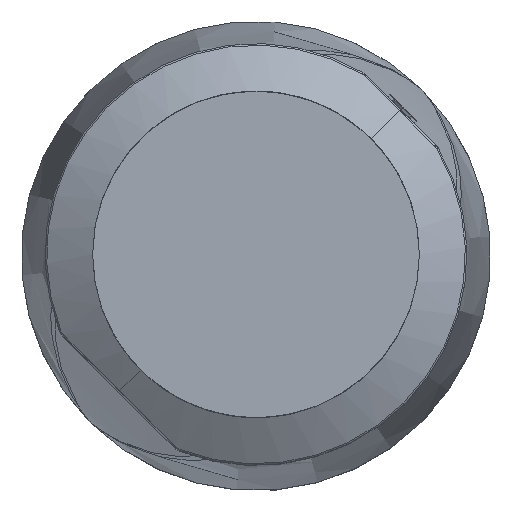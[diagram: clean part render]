
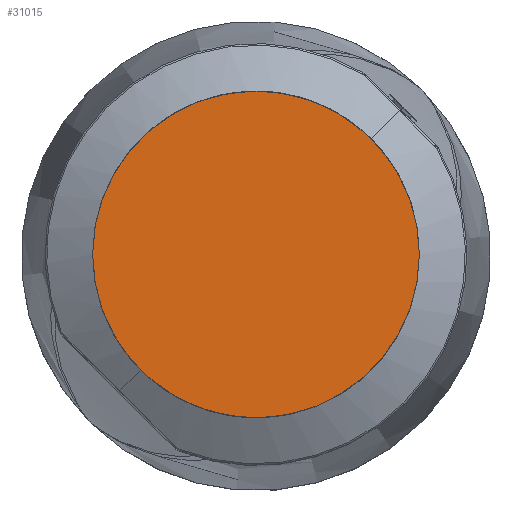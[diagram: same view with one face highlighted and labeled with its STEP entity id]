
A CAD part, top view. The second image highlights one B-rep face of the part: STEP entity #31015.
In plain terms, the highlighted planar face has unit normal (0, 0, 1).
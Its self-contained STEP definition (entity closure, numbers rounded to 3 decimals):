
#378 = EDGE_LOOP ( 'NONE', ( #18856, #24674 ) ) ;
#3245 = CARTESIAN_POINT ( 'NONE',  ( 0., 0., 23.824 ) ) ;
#7526 = CARTESIAN_POINT ( 'NONE',  ( 5.15, 0., 23.824 ) ) ;
#12527 = DIRECTION ( 'NONE',  ( 0., 0., 1. ) ) ;
#13135 = AXIS2_PLACEMENT_3D ( 'NONE', #3245, #22404, #36819 ) ;
#17245 = CARTESIAN_POINT ( 'NONE',  ( -5.15, 0., 23.824 ) ) ;
#17747 = PLANE ( 'NONE',  #56980 ) ;
#18429 = CIRCLE ( 'NONE', #52551, 5.15 ) ;
#18856 = ORIENTED_EDGE ( 'NONE', *, *, #43755, .T. ) ;
#22404 = DIRECTION ( 'NONE',  ( 0., 0., 1. ) ) ;
#24674 = ORIENTED_EDGE ( 'NONE', *, *, #57509, .T. ) ;
#26818 = DIRECTION ( 'NONE',  ( 0., 0., 1. ) ) ;
#31015 = ADVANCED_FACE ( 'NONE', ( #47713 ), #17747, .T. ) ;
#34560 = VERTEX_POINT ( 'NONE', #17245 ) ;
#36819 = DIRECTION ( 'NONE',  ( 1., 0., 0. ) ) ;
#37353 = DIRECTION ( 'NONE',  ( 1., 0., 0. ) ) ;
#41375 = CARTESIAN_POINT ( 'NONE',  ( 0., 0., 23.824 ) ) ;
#43755 = EDGE_CURVE ( 'NONE', #49455, #34560, #53787, .T. ) ;
#45414 = CARTESIAN_POINT ( 'NONE',  ( 0., 0., 23.824 ) ) ;
#47713 = FACE_OUTER_BOUND ( 'NONE', #378, .T. ) ;
#49455 = VERTEX_POINT ( 'NONE', #7526 ) ;
#52551 = AXIS2_PLACEMENT_3D ( 'NONE', #45414, #26818, #55215 ) ;
#53787 = CIRCLE ( 'NONE', #13135, 5.15 ) ;
#55215 = DIRECTION ( 'NONE',  ( 1., 0., 0. ) ) ;
#56980 = AXIS2_PLACEMENT_3D ( 'NONE', #41375, #12527, #37353 ) ;
#57509 = EDGE_CURVE ( 'NONE', #34560, #49455, #18429, .T. ) ;
